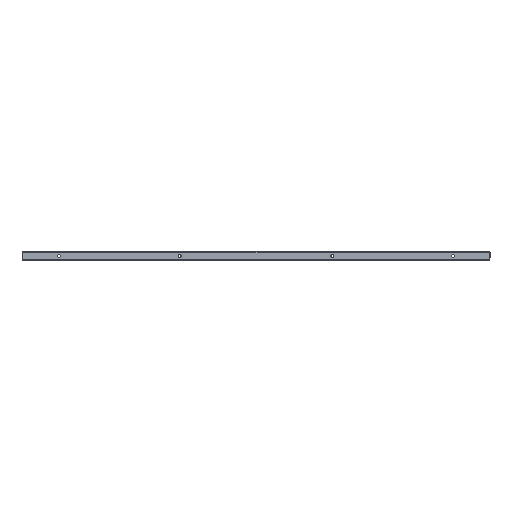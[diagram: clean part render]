
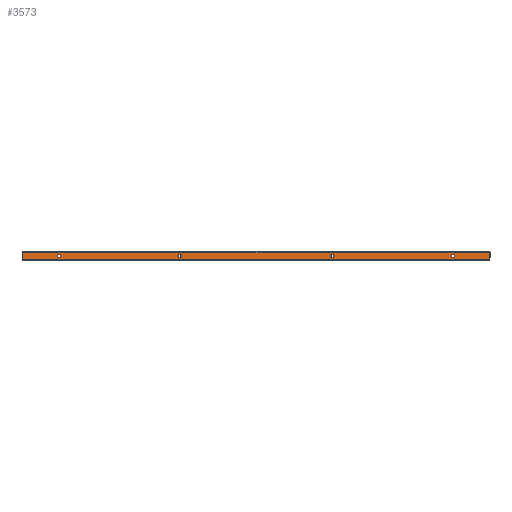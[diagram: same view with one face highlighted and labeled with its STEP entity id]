
A CAD part, front view. The second image highlights one B-rep face of the part: STEP entity #3573.
In plain terms, the highlighted planar face has unit normal (0, -1, 0).
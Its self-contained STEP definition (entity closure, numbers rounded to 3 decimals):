
#224 = CIRCLE ( 'NONE', #1764, 4.5 ) ;
#227 = CIRCLE ( 'NONE', #1765, 4.5 ) ;
#247 = LINE ( 'NONE', #868, #272 ) ;
#272 = VECTOR ( 'NONE', #3259, 1000. ) ;
#274 = CIRCLE ( 'NONE', #1761, 4.5 ) ;
#318 = EDGE_CURVE ( 'NONE', #1938, #1936, #2872, .T. ) ;
#322 = EDGE_CURVE ( 'NONE', #1923, #1914, #2874, .T. ) ;
#332 = EDGE_CURVE ( 'NONE', #1906, #1922, #227, .T. ) ;
#334 = EDGE_CURVE ( 'NONE', #1936, #1938, #224, .T. ) ;
#337 = EDGE_CURVE ( 'NONE', #1920, #1925, #274, .T. ) ;
#339 = EDGE_CURVE ( 'NONE', #1841, #852, #247, .T. ) ;
#606 = CIRCLE ( 'NONE', #1812, 4.5 ) ;
#607 = CIRCLE ( 'NONE', #1762, 4.5 ) ;
#609 = CIRCLE ( 'NONE', #1642, 4.5 ) ;
#612 = VECTOR ( 'NONE', #3059, 1000. ) ;
#613 = LINE ( 'NONE', #3062, #612 ) ;
#614 = VECTOR ( 'NONE', #3067, 1000. ) ;
#615 = LINE ( 'NONE', #3069, #614 ) ;
#619 = VECTOR ( 'NONE', #3073, 1000. ) ;
#620 = LINE ( 'NONE', #3075, #619 ) ;
#672 = EDGE_LOOP ( 'NONE', ( #977, #959 ) ) ;
#777 = EDGE_LOOP ( 'NONE', ( #980, #979 ) ) ;
#852 = VERTEX_POINT ( 'NONE', #3229 ) ;
#868 = CARTESIAN_POINT ( 'NONE',  ( -740., -500., -21.99 ) ) ;
#899 = EDGE_LOOP ( 'NONE', ( #1033, #1015 ) ) ;
#959 = ORIENTED_EDGE ( 'NONE', *, *, #332, .T. ) ;
#970 = ORIENTED_EDGE ( 'NONE', *, *, #337, .T. ) ;
#977 = ORIENTED_EDGE ( 'NONE', *, *, #1059, .T. ) ;
#979 = ORIENTED_EDGE ( 'NONE', *, *, #1057, .F. ) ;
#980 = ORIENTED_EDGE ( 'NONE', *, *, #322, .F. ) ;
#985 = EDGE_LOOP ( 'NONE', ( #1005, #970 ) ) ;
#987 = EDGE_LOOP ( 'NONE', ( #1010, #1014, #1002, #1011 ) ) ;
#1002 = ORIENTED_EDGE ( 'NONE', *, *, #1056, .F. ) ;
#1005 = ORIENTED_EDGE ( 'NONE', *, *, #1058, .T. ) ;
#1010 = ORIENTED_EDGE ( 'NONE', *, *, #339, .T. ) ;
#1011 = ORIENTED_EDGE ( 'NONE', *, *, #1055, .T. ) ;
#1014 = ORIENTED_EDGE ( 'NONE', *, *, #1054, .T. ) ;
#1015 = ORIENTED_EDGE ( 'NONE', *, *, #334, .F. ) ;
#1033 = ORIENTED_EDGE ( 'NONE', *, *, #318, .F. ) ;
#1054 = EDGE_CURVE ( 'NONE', #852, #1877, #620, .T. ) ;
#1055 = EDGE_CURVE ( 'NONE', #1876, #1841, #615, .T. ) ;
#1056 = EDGE_CURVE ( 'NONE', #1876, #1877, #613, .T. ) ;
#1057 = EDGE_CURVE ( 'NONE', #1914, #1923, #609, .T. ) ;
#1058 = EDGE_CURVE ( 'NONE', #1925, #1920, #607, .T. ) ;
#1059 = EDGE_CURVE ( 'NONE', #1922, #1906, #606, .T. ) ;
#1530 = AXIS2_PLACEMENT_3D ( 'NONE', #2260, #2233, #2234 ) ;
#1642 = AXIS2_PLACEMENT_3D ( 'NONE', #3056, #3048, #3035 ) ;
#1761 = AXIS2_PLACEMENT_3D ( 'NONE', #3330, #3328, #2816 ) ;
#1762 = AXIS2_PLACEMENT_3D ( 'NONE', #3065, #3030, #3028 ) ;
#1764 = AXIS2_PLACEMENT_3D ( 'NONE', #3337, #3335, #3334 ) ;
#1765 = AXIS2_PLACEMENT_3D ( 'NONE', #3349, #3341, #3340 ) ;
#1769 = AXIS2_PLACEMENT_3D ( 'NONE', #3374, #3373, #3372 ) ;
#1772 = AXIS2_PLACEMENT_3D ( 'NONE', #3387, #3386, #3385 ) ;
#1812 = AXIS2_PLACEMENT_3D ( 'NONE', #3049, #3017, #3013 ) ;
#1841 = VERTEX_POINT ( 'NONE', #2610 ) ;
#1876 = VERTEX_POINT ( 'NONE', #2603 ) ;
#1877 = VERTEX_POINT ( 'NONE', #2626 ) ;
#1906 = VERTEX_POINT ( 'NONE', #2664 ) ;
#1914 = VERTEX_POINT ( 'NONE', #2563 ) ;
#1920 = VERTEX_POINT ( 'NONE', #2564 ) ;
#1922 = VERTEX_POINT ( 'NONE', #2561 ) ;
#1923 = VERTEX_POINT ( 'NONE', #2402 ) ;
#1925 = VERTEX_POINT ( 'NONE', #2524 ) ;
#1936 = VERTEX_POINT ( 'NONE', #2559 ) ;
#1938 = VERTEX_POINT ( 'NONE', #2545 ) ;
#2131 = FACE_BOUND ( 'NONE', #985, .T. ) ;
#2132 = FACE_BOUND ( 'NONE', #899, .T. ) ;
#2152 = FACE_BOUND ( 'NONE', #672, .T. ) ;
#2153 = FACE_OUTER_BOUND ( 'NONE', #987, .T. ) ;
#2154 = FACE_BOUND ( 'NONE', #777, .T. ) ;
#2233 = DIRECTION ( 'NONE',  ( 0., 1., 0. ) ) ;
#2234 = DIRECTION ( 'NONE',  ( 0., 0., 1. ) ) ;
#2249 = PLANE ( 'NONE',  #1530 ) ;
#2260 = CARTESIAN_POINT ( 'NONE',  ( -740., -500., 0. ) ) ;
#2402 = CARTESIAN_POINT ( 'NONE',  ( 625., -500., -6.5 ) ) ;
#2524 = CARTESIAN_POINT ( 'NONE',  ( -625., -500., -6.5 ) ) ;
#2545 = CARTESIAN_POINT ( 'NONE',  ( 242., -500., -6.5 ) ) ;
#2559 = CARTESIAN_POINT ( 'NONE',  ( 242., -500., -15.5 ) ) ;
#2561 = CARTESIAN_POINT ( 'NONE',  ( -242., -500., -6.5 ) ) ;
#2563 = CARTESIAN_POINT ( 'NONE',  ( 625., -500., -15.5 ) ) ;
#2564 = CARTESIAN_POINT ( 'NONE',  ( -625., -500., -15.5 ) ) ;
#2603 = CARTESIAN_POINT ( 'NONE',  ( -740., -500., -0.01 ) ) ;
#2610 = CARTESIAN_POINT ( 'NONE',  ( -740., -500., -21.99 ) ) ;
#2626 = CARTESIAN_POINT ( 'NONE',  ( 740., -500., -0.01 ) ) ;
#2664 = CARTESIAN_POINT ( 'NONE',  ( -242., -500., -15.5 ) ) ;
#2816 = DIRECTION ( 'NONE',  ( 0., 0., 1. ) ) ;
#2872 = CIRCLE ( 'NONE', #1772, 4.5 ) ;
#2874 = CIRCLE ( 'NONE', #1769, 4.5 ) ;
#3013 = DIRECTION ( 'NONE',  ( 0., 0., 1. ) ) ;
#3017 = DIRECTION ( 'NONE',  ( 0., 1., 0. ) ) ;
#3028 = DIRECTION ( 'NONE',  ( 0., 0., 1. ) ) ;
#3030 = DIRECTION ( 'NONE',  ( 0., 1., 0. ) ) ;
#3035 = DIRECTION ( 'NONE',  ( 0., 0., 1. ) ) ;
#3048 = DIRECTION ( 'NONE',  ( 0., -1., 0. ) ) ;
#3049 = CARTESIAN_POINT ( 'NONE',  ( -242., -500., -11. ) ) ;
#3056 = CARTESIAN_POINT ( 'NONE',  ( 625., -500., -11. ) ) ;
#3059 = DIRECTION ( 'NONE',  ( 1., 0., 0. ) ) ;
#3062 = CARTESIAN_POINT ( 'NONE',  ( -740., -500., -0.01 ) ) ;
#3065 = CARTESIAN_POINT ( 'NONE',  ( -625., -500., -11. ) ) ;
#3067 = DIRECTION ( 'NONE',  ( 0., 0., -1. ) ) ;
#3069 = CARTESIAN_POINT ( 'NONE',  ( -740., -500., -22. ) ) ;
#3073 = DIRECTION ( 'NONE',  ( 0., 0., 1. ) ) ;
#3075 = CARTESIAN_POINT ( 'NONE',  ( 740., -500., 0. ) ) ;
#3229 = CARTESIAN_POINT ( 'NONE',  ( 740., -500., -21.99 ) ) ;
#3259 = DIRECTION ( 'NONE',  ( 1., 0., 0. ) ) ;
#3328 = DIRECTION ( 'NONE',  ( 0., 1., 0. ) ) ;
#3330 = CARTESIAN_POINT ( 'NONE',  ( -625., -500., -11. ) ) ;
#3334 = DIRECTION ( 'NONE',  ( 0., 0., 1. ) ) ;
#3335 = DIRECTION ( 'NONE',  ( 0., -1., 0. ) ) ;
#3337 = CARTESIAN_POINT ( 'NONE',  ( 242., -500., -11. ) ) ;
#3340 = DIRECTION ( 'NONE',  ( 0., 0., 1. ) ) ;
#3341 = DIRECTION ( 'NONE',  ( 0., 1., 0. ) ) ;
#3349 = CARTESIAN_POINT ( 'NONE',  ( -242., -500., -11. ) ) ;
#3372 = DIRECTION ( 'NONE',  ( 0., 0., 1. ) ) ;
#3373 = DIRECTION ( 'NONE',  ( 0., -1., 0. ) ) ;
#3374 = CARTESIAN_POINT ( 'NONE',  ( 625., -500., -11. ) ) ;
#3385 = DIRECTION ( 'NONE',  ( 0., 0., 1. ) ) ;
#3386 = DIRECTION ( 'NONE',  ( 0., -1., 0. ) ) ;
#3387 = CARTESIAN_POINT ( 'NONE',  ( 242., -500., -11. ) ) ;
#3573 = ADVANCED_FACE ( 'NONE', ( #2132, #2153, #2131, #2152, #2154 ), #2249, .F. ) ;
